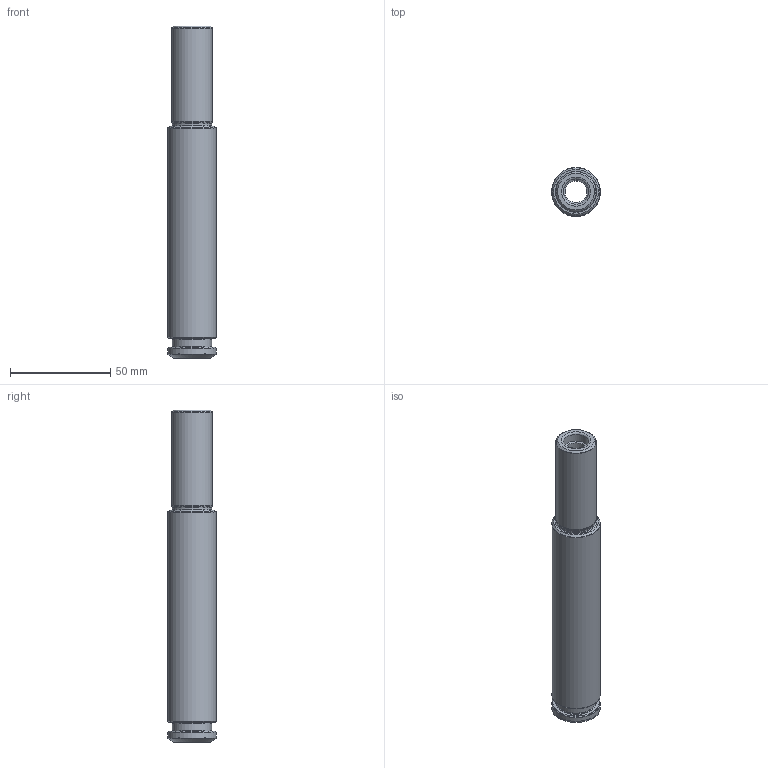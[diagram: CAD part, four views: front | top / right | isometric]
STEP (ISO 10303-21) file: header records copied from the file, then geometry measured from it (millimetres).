
FILE_DESCRIPTION(/* description */ (''),/* implementation_level */ '2;1');
FILE_NAME(/* name */ '262071520.stp',/* time_stamp */ '2021-01-08T12:27:24',/* author */ ('LRA'),/* organization */ ('REGO-FIX'),/* preprocessor_version */ ' Unknown',/* originating_system */ 'SIEMENS PLM Software Solid Edge ST10',/* authorization */ 'Unknown');
FILE_SCHEMA (('AUTOMOTIVE_DESIGN { 1 0 10303 214 2 1 1}'));
Length unit declared in the file: millimetre
Products named in the file (1): NOCUT
Bounding box: 24.3 x 24.3 x 165.7 mm (x, y, z)
Volume: 96735.6 mm3; surface area: 37848 mm2
Topology: 2 solids, 2 shells, 59 faces, 116 edges, 69 vertices
Faces by surface type: cylinder 18, cone 18, plane 12, torus 11
Full cylindrical faces by diameter (mm): 10.917 x4, 12.5 x2, 15 x2, 19.5 x2, 19.6 x2, 20 x1, 20.3 x1, 24 x2, 24.3 x2
Entity records: 1641 total; most frequent: DIRECTION 244, CARTESIAN_POINT 181, AXIS2_PLACEMENT_3D 122, ORIENTED_EDGE 118, EDGE_LOOP 118, FACE_BOUND 118, EDGE_CURVE 59, VERTEX_POINT 59
